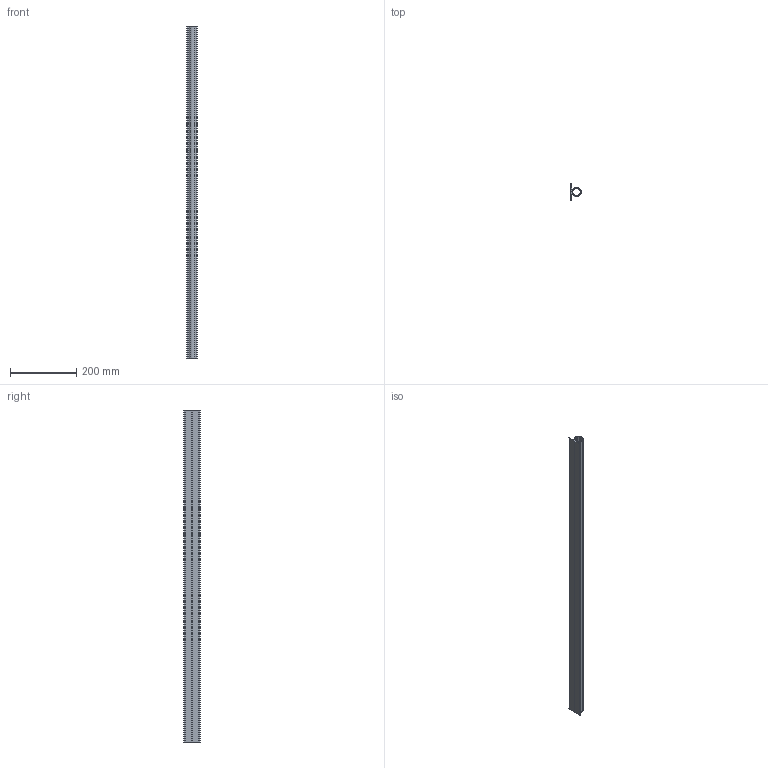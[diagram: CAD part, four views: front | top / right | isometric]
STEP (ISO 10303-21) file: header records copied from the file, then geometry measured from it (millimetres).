
FILE_DESCRIPTION (( 'STEP AP214' ), '1' );
FILE_NAME ('428DWPL Ïðîôèëü òðóáíûé ?28 DW.STEP', '2023-10-31T12:24:28', ( '' ), ( '' ), 'SwSTEP 2.0', 'SolidWorks 2022', '' );
FILE_SCHEMA (( 'AUTOMOTIVE_DESIGN' ));
Length unit declared in the file: millimetre
Products named in the file (1): 428DWPL Профиль трубный Φ28 DW
Bounding box: 30.5 x 50 x 1000 mm (x, y, z)
Volume: 259115.9 mm3; surface area: 252147.9 mm2
Topology: 1 solids, 1 shells, 82 faces, 240 edges, 160 vertices
Faces by surface type: cylinder 48, plane 34
Entity records: 2798 total; most frequent: DIRECTION 502, CARTESIAN_POINT 483, ORIENTED_EDGE 480, EDGE_CURVE 240, AXIS2_PLACEMENT_3D 179, VERTEX_POINT 160, VECTOR 144, LINE 144
